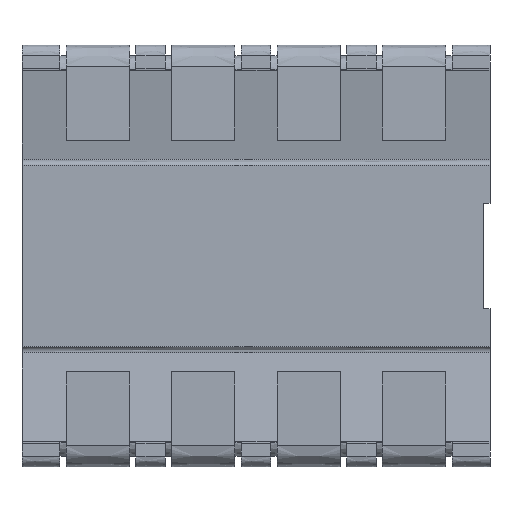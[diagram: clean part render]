
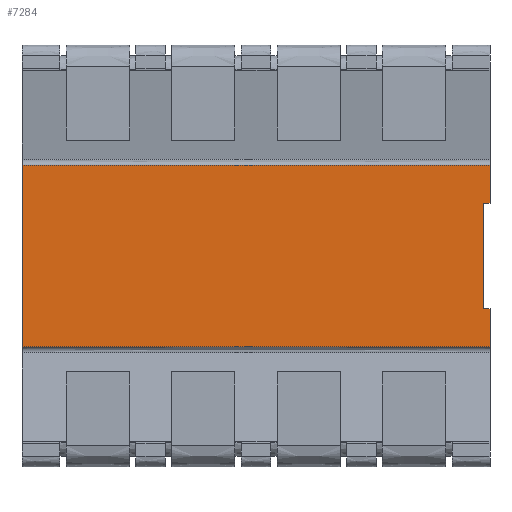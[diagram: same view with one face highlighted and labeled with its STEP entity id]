
A CAD part, front view. The second image highlights one B-rep face of the part: STEP entity #7284.
In plain terms, the highlighted free-form (B-spline) face has degree [1, 1] with [2, 2] control points.
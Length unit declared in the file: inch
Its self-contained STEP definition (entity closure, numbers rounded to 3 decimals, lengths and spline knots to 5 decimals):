
#1306=DIRECTION('',(0.,0.,-1.));
#1307=VECTOR('',#1306,0.05);
#1308=CARTESIAN_POINT('',(0.108,-0.032,0.025));
#1309=LINE('',#1308,#1307);
#1313=DIRECTION('',(-1.,0.,0.));
#1314=VECTOR('',#1313,0.003);
#1315=CARTESIAN_POINT('',(0.111,-0.032,-0.025));
#1316=LINE('',#1315,#1314);
#1320=DIRECTION('',(0.,0.,-1.));
#1321=VECTOR('',#1320,0.018);
#1322=CARTESIAN_POINT('',(0.111,-0.032,-0.025));
#1323=LINE('',#1322,#1321);
#1327=DIRECTION('',(0.,0.,1.));
#1328=VECTOR('',#1327,0.086);
#1329=CARTESIAN_POINT('',(-0.111,-0.032,-0.043));
#1330=LINE('',#1329,#1328);
#1334=DIRECTION('',(0.,0.,-1.));
#1335=VECTOR('',#1334,0.018);
#1336=CARTESIAN_POINT('',(0.111,-0.032,0.043));
#1337=LINE('',#1336,#1335);
#1341=DIRECTION('',(-1.,0.,0.));
#1342=VECTOR('',#1341,0.003);
#1343=CARTESIAN_POINT('',(0.111,-0.032,0.025));
#1344=LINE('',#1343,#1342);
#1348=DIRECTION('',(1.,0.,0.));
#1349=VECTOR('',#1348,0.222);
#1350=CARTESIAN_POINT('',(-0.111,-0.032,-0.043));
#1351=LINE('',#1350,#1349);
#1362=DIRECTION('',(1.,0.,0.));
#1363=VECTOR('',#1362,0.222);
#1364=CARTESIAN_POINT('',(-0.111,-0.032,0.043));
#1365=LINE('',#1364,#1363);
#5205=CARTESIAN_POINT('',(-0.111,-0.032,-0.043));
#5207=VERTEX_POINT('',#5205);
#5219=CARTESIAN_POINT('',(0.111,-0.032,-0.043));
#5221=VERTEX_POINT('',#5219);
#5233=CARTESIAN_POINT('',(-0.111,-0.032,0.043));
#5235=VERTEX_POINT('',#5233);
#5251=CARTESIAN_POINT('',(0.111,-0.032,0.043));
#5253=VERTEX_POINT('',#5251);
#5565=CARTESIAN_POINT('',(0.111,-0.032,0.025));
#5567=VERTEX_POINT('',#5565);
#5569=CARTESIAN_POINT('',(0.111,-0.032,-0.025));
#5571=VERTEX_POINT('',#5569);
#5573=CARTESIAN_POINT('',(0.108,-0.032,0.025));
#5574=CARTESIAN_POINT('',(0.108,-0.032,-0.025));
#5575=VERTEX_POINT('',#5573);
#5576=VERTEX_POINT('',#5574);
#7266=CARTESIAN_POINT('',(-0.11544,-0.032,0.04472));
#7267=CARTESIAN_POINT('',(0.11544,-0.032,0.04472));
#7268=CARTESIAN_POINT('',(-0.11544,-0.032,-0.04472));
#7269=CARTESIAN_POINT('',(0.11544,-0.032,-0.04472));
#7270=B_SPLINE_SURFACE_WITH_KNOTS('',1,1,((#7266,#7267),(#7268,#7269)),
.UNSPECIFIED.,.F.,.F.,.F.,(2,2),(2,2),(-0.04472,0.04472),(-0.00444,0.22644),
.UNSPECIFIED.);
#7271=ORIENTED_EDGE('',*,*,#7257,.T.);
#7273=ORIENTED_EDGE('',*,*,#7272,.F.);
#7274=ORIENTED_EDGE('',*,*,#7233,.T.);
#7276=ORIENTED_EDGE('',*,*,#7275,.F.);
#7277=ORIENTED_EDGE('',*,*,#6086,.T.);
#7279=ORIENTED_EDGE('',*,*,#7278,.T.);
#7280=ORIENTED_EDGE('',*,*,#7194,.T.);
#7281=ORIENTED_EDGE('',*,*,#7247,.T.);
#7282=EDGE_LOOP('',(#7271,#7273,#7274,#7276,#7277,#7279,#7280,#7281));
#7283=FACE_OUTER_BOUND('',#7282,.F.);
#7284=ADVANCED_FACE('',(#7283),#7270,.T.);
#6086=EDGE_CURVE('',#5207,#5235,#1330,.T.);
#7194=EDGE_CURVE('',#5253,#5567,#1337,.T.);
#7233=EDGE_CURVE('',#5571,#5221,#1323,.T.);
#7247=EDGE_CURVE('',#5567,#5575,#1344,.T.);
#7257=EDGE_CURVE('',#5575,#5576,#1309,.T.);
#7272=EDGE_CURVE('',#5571,#5576,#1316,.T.);
#7275=EDGE_CURVE('',#5207,#5221,#1351,.T.);
#7278=EDGE_CURVE('',#5235,#5253,#1365,.T.);
